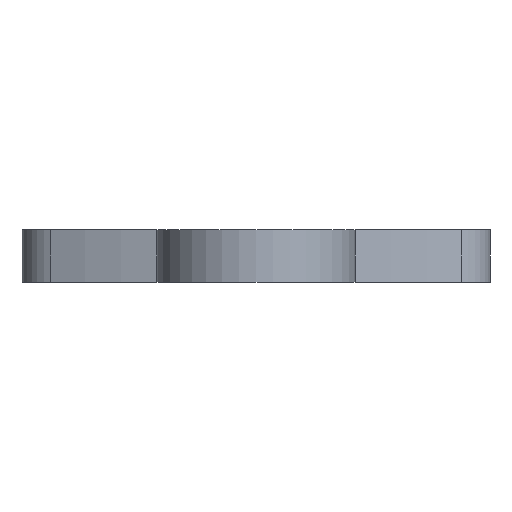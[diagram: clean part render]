
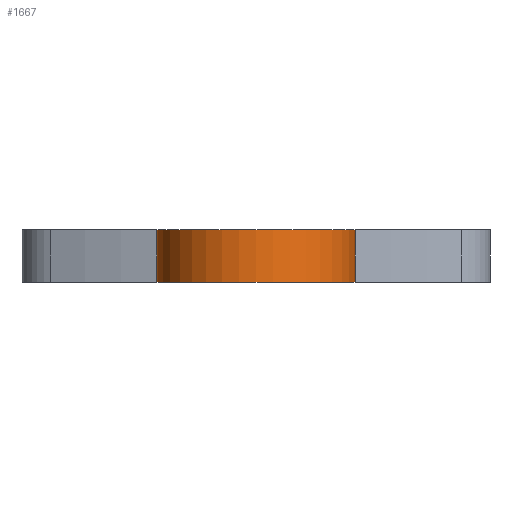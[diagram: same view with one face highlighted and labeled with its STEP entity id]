
A CAD part, front view. The second image highlights one B-rep face of the part: STEP entity #1667.
In plain terms, the highlighted cylindrical face has radius 8.5 mm (diameter 17 mm), a partial arc.
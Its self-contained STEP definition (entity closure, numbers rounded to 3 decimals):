
#72 = PLANE('',#73);
#73 = AXIS2_PLACEMENT_3D('',#74,#75,#76);
#74 = CARTESIAN_POINT('',(0.,-41.256,4.5));
#75 = DIRECTION('',(0.,0.,1.));
#76 = DIRECTION('',(1.,0.,0.));
#126 = PLANE('',#127);
#127 = AXIS2_PLACEMENT_3D('',#128,#129,#130);
#128 = CARTESIAN_POINT('',(0.,-41.256,0.));
#129 = DIRECTION('',(0.,0.,1.));
#130 = DIRECTION('',(1.,0.,0.));
#817 = VERTEX_POINT('',#818);
#818 = CARTESIAN_POINT('',(-8.5,-52.3,0.));
#832 = PLANE('',#833);
#833 = AXIS2_PLACEMENT_3D('',#834,#835,#836);
#834 = CARTESIAN_POINT('',(-8.5,-45.208,0.));
#835 = DIRECTION('',(1.,0.,0.));
#836 = DIRECTION('',(0.,-1.,0.));
#844 = EDGE_CURVE('',#817,#845,#847,.T.);
#845 = VERTEX_POINT('',#846);
#846 = CARTESIAN_POINT('',(8.5,-52.3,0.));
#847 = SURFACE_CURVE('',#848,(#853,#860),.PCURVE_S1.);
#848 = CIRCLE('',#849,8.5);
#849 = AXIS2_PLACEMENT_3D('',#850,#851,#852);
#850 = CARTESIAN_POINT('',(0.,-52.3,0.));
#851 = DIRECTION('',(0.,0.,1.));
#852 = DIRECTION('',(1.,0.,0.));
#853 = PCURVE('',#126,#854);
#854 = DEFINITIONAL_REPRESENTATION('',(#855),#859);
#855 = CIRCLE('',#856,8.5);
#856 = AXIS2_PLACEMENT_2D('',#857,#858);
#857 = CARTESIAN_POINT('',(0.,-11.044));
#858 = DIRECTION('',(1.,0.));
#859 = ( GEOMETRIC_REPRESENTATION_CONTEXT(2) 
PARAMETRIC_REPRESENTATION_CONTEXT() REPRESENTATION_CONTEXT('2D SPACE',''
  ) );
#860 = PCURVE('',#861,#866);
#861 = CYLINDRICAL_SURFACE('',#862,8.5);
#862 = AXIS2_PLACEMENT_3D('',#863,#864,#865);
#863 = CARTESIAN_POINT('',(0.,-52.3,0.));
#864 = DIRECTION('',(-0.,-0.,-1.));
#865 = DIRECTION('',(1.,0.,0.));
#866 = DEFINITIONAL_REPRESENTATION('',(#867),#871);
#867 = LINE('',#868,#869);
#868 = CARTESIAN_POINT('',(-0.,0.));
#869 = VECTOR('',#870,1.);
#870 = DIRECTION('',(-1.,0.));
#871 = ( GEOMETRIC_REPRESENTATION_CONTEXT(2) 
PARAMETRIC_REPRESENTATION_CONTEXT() REPRESENTATION_CONTEXT('2D SPACE',''
  ) );
#889 = PLANE('',#890);
#890 = AXIS2_PLACEMENT_3D('',#891,#892,#893);
#891 = CARTESIAN_POINT('',(8.5,-45.208,0.));
#892 = DIRECTION('',(1.,0.,0.));
#893 = DIRECTION('',(0.,-1.,0.));
#1178 = VERTEX_POINT('',#1179);
#1179 = CARTESIAN_POINT('',(-8.5,-52.3,4.5));
#1200 = EDGE_CURVE('',#1178,#1201,#1203,.T.);
#1201 = VERTEX_POINT('',#1202);
#1202 = CARTESIAN_POINT('',(8.5,-52.3,4.5));
#1203 = SURFACE_CURVE('',#1204,(#1209,#1216),.PCURVE_S1.);
#1204 = CIRCLE('',#1205,8.5);
#1205 = AXIS2_PLACEMENT_3D('',#1206,#1207,#1208);
#1206 = CARTESIAN_POINT('',(0.,-52.3,4.5));
#1207 = DIRECTION('',(0.,0.,1.));
#1208 = DIRECTION('',(1.,0.,0.));
#1209 = PCURVE('',#72,#1210);
#1210 = DEFINITIONAL_REPRESENTATION('',(#1211),#1215);
#1211 = CIRCLE('',#1212,8.5);
#1212 = AXIS2_PLACEMENT_2D('',#1213,#1214);
#1213 = CARTESIAN_POINT('',(0.,-11.044));
#1214 = DIRECTION('',(1.,0.));
#1215 = ( GEOMETRIC_REPRESENTATION_CONTEXT(2) 
PARAMETRIC_REPRESENTATION_CONTEXT() REPRESENTATION_CONTEXT('2D SPACE',''
  ) );
#1216 = PCURVE('',#861,#1217);
#1217 = DEFINITIONAL_REPRESENTATION('',(#1218),#1222);
#1218 = LINE('',#1219,#1220);
#1219 = CARTESIAN_POINT('',(-0.,-4.5));
#1220 = VECTOR('',#1221,1.);
#1221 = DIRECTION('',(-1.,0.));
#1222 = ( GEOMETRIC_REPRESENTATION_CONTEXT(2) 
PARAMETRIC_REPRESENTATION_CONTEXT() REPRESENTATION_CONTEXT('2D SPACE',''
  ) );
#1597 = EDGE_CURVE('',#845,#1201,#1598,.T.);
#1598 = SURFACE_CURVE('',#1599,(#1603,#1610),.PCURVE_S1.);
#1599 = LINE('',#1600,#1601);
#1600 = CARTESIAN_POINT('',(8.5,-52.3,0.));
#1601 = VECTOR('',#1602,1.);
#1602 = DIRECTION('',(0.,0.,1.));
#1603 = PCURVE('',#889,#1604);
#1604 = DEFINITIONAL_REPRESENTATION('',(#1605),#1609);
#1605 = LINE('',#1606,#1607);
#1606 = CARTESIAN_POINT('',(7.092,0.));
#1607 = VECTOR('',#1608,1.);
#1608 = DIRECTION('',(0.,-1.));
#1609 = ( GEOMETRIC_REPRESENTATION_CONTEXT(2) 
PARAMETRIC_REPRESENTATION_CONTEXT() REPRESENTATION_CONTEXT('2D SPACE',''
  ) );
#1610 = PCURVE('',#861,#1611);
#1611 = DEFINITIONAL_REPRESENTATION('',(#1612),#1616);
#1612 = LINE('',#1613,#1614);
#1613 = CARTESIAN_POINT('',(-6.283,0.));
#1614 = VECTOR('',#1615,1.);
#1615 = DIRECTION('',(-0.,-1.));
#1616 = ( GEOMETRIC_REPRESENTATION_CONTEXT(2) 
PARAMETRIC_REPRESENTATION_CONTEXT() REPRESENTATION_CONTEXT('2D SPACE',''
  ) );
#1667 = ADVANCED_FACE('',(#1668),#861,.T.);
#1668 = FACE_BOUND('',#1669,.F.);
#1669 = EDGE_LOOP('',(#1670,#1691,#1692,#1693));
#1670 = ORIENTED_EDGE('',*,*,#1671,.T.);
#1671 = EDGE_CURVE('',#817,#1178,#1672,.T.);
#1672 = SURFACE_CURVE('',#1673,(#1677,#1684),.PCURVE_S1.);
#1673 = LINE('',#1674,#1675);
#1674 = CARTESIAN_POINT('',(-8.5,-52.3,0.));
#1675 = VECTOR('',#1676,1.);
#1676 = DIRECTION('',(0.,0.,1.));
#1677 = PCURVE('',#861,#1678);
#1678 = DEFINITIONAL_REPRESENTATION('',(#1679),#1683);
#1679 = LINE('',#1680,#1681);
#1680 = CARTESIAN_POINT('',(-3.142,0.));
#1681 = VECTOR('',#1682,1.);
#1682 = DIRECTION('',(-0.,-1.));
#1683 = ( GEOMETRIC_REPRESENTATION_CONTEXT(2) 
PARAMETRIC_REPRESENTATION_CONTEXT() REPRESENTATION_CONTEXT('2D SPACE',''
  ) );
#1684 = PCURVE('',#832,#1685);
#1685 = DEFINITIONAL_REPRESENTATION('',(#1686),#1690);
#1686 = LINE('',#1687,#1688);
#1687 = CARTESIAN_POINT('',(7.092,0.));
#1688 = VECTOR('',#1689,1.);
#1689 = DIRECTION('',(0.,-1.));
#1690 = ( GEOMETRIC_REPRESENTATION_CONTEXT(2) 
PARAMETRIC_REPRESENTATION_CONTEXT() REPRESENTATION_CONTEXT('2D SPACE',''
  ) );
#1691 = ORIENTED_EDGE('',*,*,#1200,.T.);
#1692 = ORIENTED_EDGE('',*,*,#1597,.F.);
#1693 = ORIENTED_EDGE('',*,*,#844,.F.);
